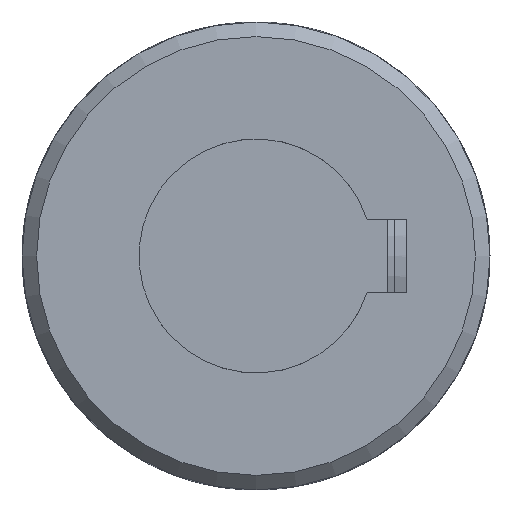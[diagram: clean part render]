
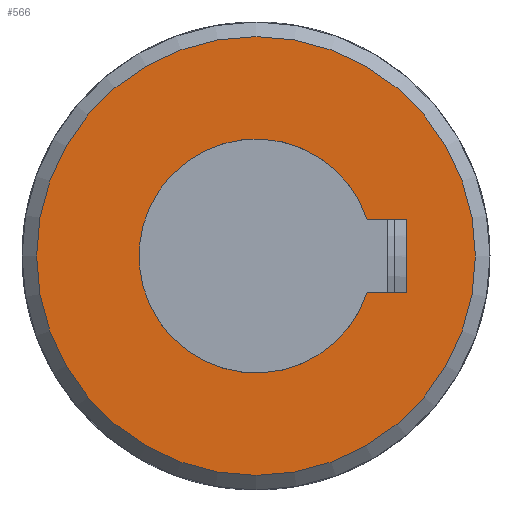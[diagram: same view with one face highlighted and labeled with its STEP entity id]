
A CAD part, left-side view. The second image highlights one B-rep face of the part: STEP entity #566.
In plain terms, the highlighted planar face has unit normal (-1, 0, 0).
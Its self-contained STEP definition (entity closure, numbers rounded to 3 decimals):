
#566 = ADVANCED_FACE( '', ( #1132, #1133 ), #1134, .T. );
#1132 = FACE_BOUND( '', #1714, .T. );
#1133 = FACE_OUTER_BOUND( '', #1715, .T. );
#1134 = PLANE( '', #1716 );
#1714 = EDGE_LOOP( '', ( #3038, #3039, #3040, #3041 ) );
#1715 = EDGE_LOOP( '', ( #3042 ) );
#1716 = AXIS2_PLACEMENT_3D( '', #3043, #3044, #3045 );
#3038 = ORIENTED_EDGE( '', *, *, #3886, .T. );
#3039 = ORIENTED_EDGE( '', *, *, #3746, .T. );
#3040 = ORIENTED_EDGE( '', *, *, #3511, .T. );
#3041 = ORIENTED_EDGE( '', *, *, #3853, .T. );
#3042 = ORIENTED_EDGE( '', *, *, #3810, .F. );
#3043 = CARTESIAN_POINT( '', ( 0., 15., 0. ) );
#3044 = DIRECTION( '', ( -1., 0., 0. ) );
#3045 = DIRECTION( '', ( 0., 0., 1. ) );
#3511 = EDGE_CURVE( '', #4213, #4211, #4214, .T. );
#3746 = EDGE_CURVE( '', #4572, #4213, #4573, .T. );
#3810 = EDGE_CURVE( '', #4655, #4655, #4656, .T. );
#3853 = EDGE_CURVE( '', #4211, #4709, #4711, .T. );
#3886 = EDGE_CURVE( '', #4709, #4572, #4749, .T. );
#4211 = VERTEX_POINT( '', #5525 );
#4213 = VERTEX_POINT( '', #5528 );
#4214 = LINE( '', #5529, #5530 );
#4572 = VERTEX_POINT( '', #6215 );
#4573 = CIRCLE( '', #6216, 8. );
#4655 = VERTEX_POINT( '', #6563 );
#4656 = CIRCLE( '', #6564, 15. );
#4709 = VERTEX_POINT( '', #6744 );
#4711 = LINE( '', #6747, #6748 );
#4749 = LINE( '', #6823, #6824 );
#5525 = CARTESIAN_POINT( '', ( 0., -2.5, -10.3 ) );
#5528 = CARTESIAN_POINT( '', ( 0., -2.5, -7.599 ) );
#5529 = CARTESIAN_POINT( '', ( 0., -2.5, 0. ) );
#5530 = VECTOR( '', #7160, 1000. );
#6215 = CARTESIAN_POINT( '', ( 0., 2.5, -7.599 ) );
#6216 = AXIS2_PLACEMENT_3D( '', #7477, #7478, #7479 );
#6563 = CARTESIAN_POINT( '', ( 0., 0., -15. ) );
#6564 = AXIS2_PLACEMENT_3D( '', #7532, #7533, #7534 );
#6744 = CARTESIAN_POINT( '', ( 0., 2.5, -10.3 ) );
#6747 = CARTESIAN_POINT( '', ( 0., -2.5, -10.3 ) );
#6748 = VECTOR( '', #7571, 1000. );
#6823 = CARTESIAN_POINT( '', ( 0., 2.5, -10.3 ) );
#6824 = VECTOR( '', #7610, 1000. );
#7160 = DIRECTION( '', ( 0., 0., -1. ) );
#7477 = CARTESIAN_POINT( '', ( 0., 0., 0. ) );
#7478 = DIRECTION( '', ( 1., 0., 0. ) );
#7479 = DIRECTION( '', ( 0., 0., -1. ) );
#7532 = CARTESIAN_POINT( '', ( 0., 0., 0. ) );
#7533 = DIRECTION( '', ( 1., 0., 0. ) );
#7534 = DIRECTION( '', ( 0., 0., -1. ) );
#7571 = DIRECTION( '', ( 0., 1., 0. ) );
#7610 = DIRECTION( '', ( 0., 0., 1. ) );
